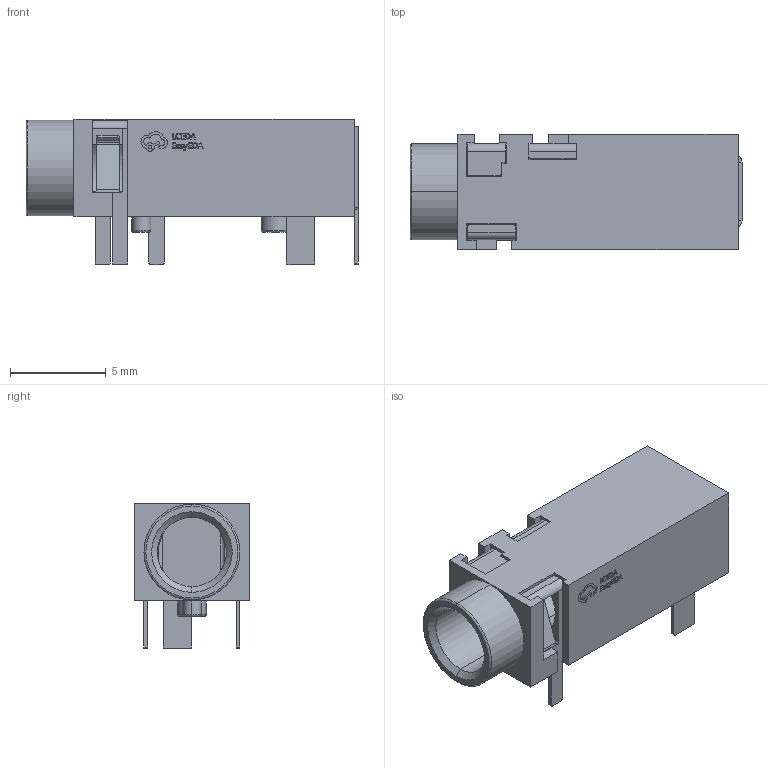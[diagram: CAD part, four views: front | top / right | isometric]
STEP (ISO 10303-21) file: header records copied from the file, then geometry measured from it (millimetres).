
FILE_DESCRIPTION (( 'STEP AP214' ), '1' );
FILE_NAME ('AUDIO-TH_PJ-328A0-B.step', '2022-06-16T10:42:41', ( '' ), ( '' ), 'SwSTEP 2.0', 'SolidWorks 2020', '' );
FILE_SCHEMA (( 'AUTOMOTIVE_DESIGN' ));
Length unit declared in the file: millimetre
Products named in the file (1): AUDIO-TH_PJ-328A0-B
Bounding box: 17.3 x 6.01 x 7.6 mm (x, y, z)
Volume: 306.1 mm3; surface area: 832.6 mm2
Topology: 6 solids, 6 shells, 555 faces, 1471 edges, 952 vertices
Faces by surface type: plane 343, bspline 112, cylinder 92, torus 6, cone 2
Entity records: 24045 total; most frequent: CARTESIAN_POINT 4827, ORIENTED_EDGE 2942, DIRECTION 2260, EDGE_CURVE 1471, LINE 1000, VECTOR 1000, VERTEX_POINT 952, AXIS2_PLACEMENT_3D 630
